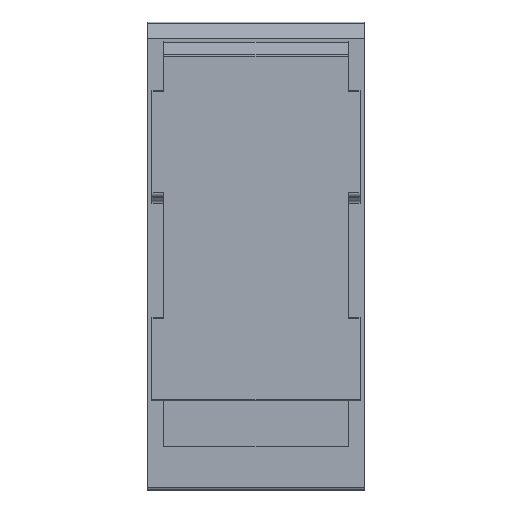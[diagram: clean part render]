
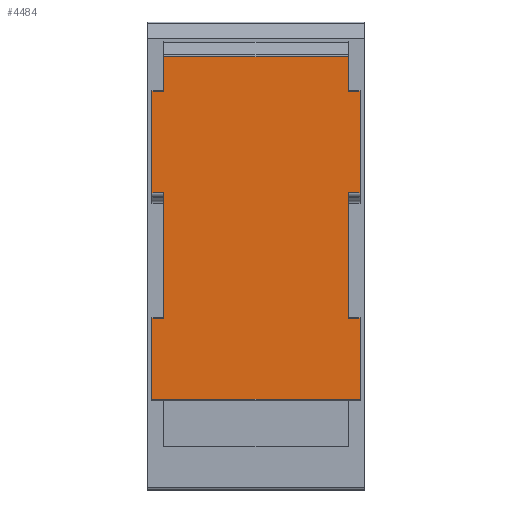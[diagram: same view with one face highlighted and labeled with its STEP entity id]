
A CAD part, front view. The second image highlights one B-rep face of the part: STEP entity #4484.
In plain terms, the highlighted planar face has unit normal (0, -1, 0).
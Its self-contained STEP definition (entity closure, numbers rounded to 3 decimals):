
#41 = EDGE_CURVE ( 'NONE', #2785, #5335, #488, .T. ) ;
#43 = ORIENTED_EDGE ( 'NONE', *, *, #4664, .F. ) ;
#66 = CARTESIAN_POINT ( 'NONE',  ( -19.25, -2.4, -26.517 ) ) ;
#88 = ORIENTED_EDGE ( 'NONE', *, *, #1032, .F. ) ;
#156 = CARTESIAN_POINT ( 'NONE',  ( -17.1, -2.4, 11.66 ) ) ;
#238 = CARTESIAN_POINT ( 'NONE',  ( 19.25, -2.4, 39.7 ) ) ;
#266 = CARTESIAN_POINT ( 'NONE',  ( -19.25, -2.4, 11.66 ) ) ;
#465 = LINE ( 'NONE', #3437, #1284 ) ;
#488 = LINE ( 'NONE', #2106, #4963 ) ;
#518 = EDGE_LOOP ( 'NONE', ( #869, #921, #2660, #3364, #3686, #4496, #3453, #43, #4227, #744, #1762, #5224, #2596, #794, #88, #3749 ) ) ;
#555 = CARTESIAN_POINT ( 'NONE',  ( 17.1, -2.4, 11.66 ) ) ;
#676 = VECTOR ( 'NONE', #1959, 1000. ) ;
#678 = DIRECTION ( 'NONE',  ( 0., 1., 0. ) ) ;
#682 = DIRECTION ( 'NONE',  ( 1., 0., 0. ) ) ;
#744 = ORIENTED_EDGE ( 'NONE', *, *, #2322, .T. ) ;
#745 = LINE ( 'NONE', #3261, #1078 ) ;
#794 = ORIENTED_EDGE ( 'NONE', *, *, #3861, .T. ) ;
#869 = ORIENTED_EDGE ( 'NONE', *, *, #1453, .F. ) ;
#881 = VECTOR ( 'NONE', #5304, 1000. ) ;
#921 = ORIENTED_EDGE ( 'NONE', *, *, #1746, .T. ) ;
#979 = EDGE_CURVE ( 'NONE', #5265, #1703, #4625, .T. ) ;
#1032 = EDGE_CURVE ( 'NONE', #2785, #3762, #1289, .T. ) ;
#1057 = CARTESIAN_POINT ( 'NONE',  ( 17.1, -2.4, -11.553 ) ) ;
#1078 = VECTOR ( 'NONE', #5035, 1000. ) ;
#1111 = DIRECTION ( 'NONE',  ( 1., 0., 0. ) ) ;
#1125 = CARTESIAN_POINT ( 'NONE',  ( 17.1, -2.4, 36.874 ) ) ;
#1144 = LINE ( 'NONE', #4915, #676 ) ;
#1181 = EDGE_CURVE ( 'NONE', #1703, #3082, #5078, .T. ) ;
#1193 = VERTEX_POINT ( 'NONE', #2113 ) ;
#1213 = LINE ( 'NONE', #156, #5191 ) ;
#1284 = VECTOR ( 'NONE', #1702, 1000. ) ;
#1289 = LINE ( 'NONE', #5443, #4280 ) ;
#1298 = DIRECTION ( 'NONE',  ( 0., 0., -1. ) ) ;
#1414 = CARTESIAN_POINT ( 'NONE',  ( -17.1, -2.4, 36.874 ) ) ;
#1434 = CARTESIAN_POINT ( 'NONE',  ( 17.1, -2.4, 30.447 ) ) ;
#1453 = EDGE_CURVE ( 'NONE', #3075, #5335, #1619, .T. ) ;
#1569 = EDGE_CURVE ( 'NONE', #2376, #5185, #4675, .T. ) ;
#1596 = EDGE_CURVE ( 'NONE', #4884, #5185, #745, .T. ) ;
#1619 = LINE ( 'NONE', #4008, #4011 ) ;
#1684 = DIRECTION ( 'NONE',  ( 1., 0., 0. ) ) ;
#1687 = VECTOR ( 'NONE', #2963, 1000. ) ;
#1702 = DIRECTION ( 'NONE',  ( 1., 0., 0. ) ) ;
#1703 = VERTEX_POINT ( 'NONE', #3337 ) ;
#1716 = VECTOR ( 'NONE', #5123, 1000. ) ;
#1746 = EDGE_CURVE ( 'NONE', #3075, #2041, #465, .T. ) ;
#1762 = ORIENTED_EDGE ( 'NONE', *, *, #1181, .F. ) ;
#1889 = VERTEX_POINT ( 'NONE', #5187 ) ;
#1914 = VERTEX_POINT ( 'NONE', #66 ) ;
#1937 = VECTOR ( 'NONE', #1298, 1000. ) ;
#1959 = DIRECTION ( 'NONE',  ( 0., 0., -1. ) ) ;
#1965 = CARTESIAN_POINT ( 'NONE',  ( 17.1, -2.4, 30.447 ) ) ;
#2041 = VERTEX_POINT ( 'NONE', #3551 ) ;
#2042 = DIRECTION ( 'NONE',  ( 0., 0., -1. ) ) ;
#2093 = CARTESIAN_POINT ( 'NONE',  ( -21.1, -2.4, 30.447 ) ) ;
#2106 = CARTESIAN_POINT ( 'NONE',  ( 20.1, -2.4, -11.553 ) ) ;
#2113 = CARTESIAN_POINT ( 'NONE',  ( -19.25, -2.4, 30.447 ) ) ;
#2117 = EDGE_CURVE ( 'NONE', #1193, #2923, #1144, .T. ) ;
#2226 = CARTESIAN_POINT ( 'NONE',  ( -19.25, -2.4, 39.7 ) ) ;
#2275 = EDGE_CURVE ( 'NONE', #1889, #5478, #5392, .T. ) ;
#2322 = EDGE_CURVE ( 'NONE', #2923, #3082, #1213, .T. ) ;
#2376 = VERTEX_POINT ( 'NONE', #1125 ) ;
#2519 = CARTESIAN_POINT ( 'NONE',  ( -17.1, -2.4, 11.1 ) ) ;
#2596 = ORIENTED_EDGE ( 'NONE', *, *, #4188, .T. ) ;
#2660 = ORIENTED_EDGE ( 'NONE', *, *, #4463, .F. ) ;
#2705 = FACE_OUTER_BOUND ( 'NONE', #518, .T. ) ;
#2785 = VERTEX_POINT ( 'NONE', #3644 ) ;
#2889 = VECTOR ( 'NONE', #1684, 1000. ) ;
#2923 = VERTEX_POINT ( 'NONE', #266 ) ;
#2951 = LINE ( 'NONE', #2093, #2889 ) ;
#2963 = DIRECTION ( 'NONE',  ( 0., 0., 1. ) ) ;
#3075 = VERTEX_POINT ( 'NONE', #555 ) ;
#3082 = VERTEX_POINT ( 'NONE', #3516 ) ;
#3148 = CARTESIAN_POINT ( 'NONE',  ( -20.1, -2.4, -11.553 ) ) ;
#3224 = PLANE ( 'NONE',  #3331 ) ;
#3261 = CARTESIAN_POINT ( 'NONE',  ( 21.1, -2.4, 30.447 ) ) ;
#3331 = AXIS2_PLACEMENT_3D ( 'NONE', #4518, #678, #1111 ) ;
#3337 = CARTESIAN_POINT ( 'NONE',  ( -17.1, -2.4, -11.553 ) ) ;
#3364 = ORIENTED_EDGE ( 'NONE', *, *, #1596, .T. ) ;
#3433 = LINE ( 'NONE', #238, #4835 ) ;
#3437 = CARTESIAN_POINT ( 'NONE',  ( 19.25, -2.4, 11.66 ) ) ;
#3453 = ORIENTED_EDGE ( 'NONE', *, *, #2275, .T. ) ;
#3459 = CARTESIAN_POINT ( 'NONE',  ( 19.25, -2.4, 30.447 ) ) ;
#3516 = CARTESIAN_POINT ( 'NONE',  ( -17.1, -2.4, 11.66 ) ) ;
#3551 = CARTESIAN_POINT ( 'NONE',  ( 19.25, -2.4, 11.66 ) ) ;
#3644 = CARTESIAN_POINT ( 'NONE',  ( 19.25, -2.4, -11.553 ) ) ;
#3667 = LINE ( 'NONE', #1414, #5069 ) ;
#3686 = ORIENTED_EDGE ( 'NONE', *, *, #1569, .F. ) ;
#3715 = CARTESIAN_POINT ( 'NONE',  ( -17.1, -2.4, 30.447 ) ) ;
#3749 = ORIENTED_EDGE ( 'NONE', *, *, #41, .T. ) ;
#3762 = VERTEX_POINT ( 'NONE', #4349 ) ;
#3861 = EDGE_CURVE ( 'NONE', #1914, #3762, #5509, .T. ) ;
#3937 = DIRECTION ( 'NONE',  ( -1., 0., 0. ) ) ;
#3950 = DIRECTION ( 'NONE',  ( 0., 0., -1. ) ) ;
#4008 = CARTESIAN_POINT ( 'NONE',  ( 17.1, -2.4, 11.1 ) ) ;
#4011 = VECTOR ( 'NONE', #3950, 1000. ) ;
#4188 = EDGE_CURVE ( 'NONE', #5265, #1914, #4838, .T. ) ;
#4227 = ORIENTED_EDGE ( 'NONE', *, *, #2117, .T. ) ;
#4280 = VECTOR ( 'NONE', #2042, 1000. ) ;
#4290 = DIRECTION ( 'NONE',  ( 1., 0., 0. ) ) ;
#4349 = CARTESIAN_POINT ( 'NONE',  ( 19.25, -2.4, -26.517 ) ) ;
#4463 = EDGE_CURVE ( 'NONE', #4884, #2041, #3433, .T. ) ;
#4484 = ADVANCED_FACE ( 'NONE', ( #2705 ), #3224, .F. ) ;
#4485 = CARTESIAN_POINT ( 'NONE',  ( 19.25, -2.4, -26.517 ) ) ;
#4496 = ORIENTED_EDGE ( 'NONE', *, *, #5176, .T. ) ;
#4504 = DIRECTION ( 'NONE',  ( 1., 0., 0. ) ) ;
#4518 = CARTESIAN_POINT ( 'NONE',  ( 19.25, -2.4, 39.7 ) ) ;
#4554 = VECTOR ( 'NONE', #682, 1000. ) ;
#4625 = LINE ( 'NONE', #3148, #4554 ) ;
#4664 = EDGE_CURVE ( 'NONE', #1193, #5478, #2951, .T. ) ;
#4675 = LINE ( 'NONE', #1965, #881 ) ;
#4711 = VECTOR ( 'NONE', #4504, 1000. ) ;
#4835 = VECTOR ( 'NONE', #5346, 1000. ) ;
#4838 = LINE ( 'NONE', #2226, #1716 ) ;
#4884 = VERTEX_POINT ( 'NONE', #3459 ) ;
#4915 = CARTESIAN_POINT ( 'NONE',  ( -19.25, -2.4, 39.7 ) ) ;
#4963 = VECTOR ( 'NONE', #5489, 1000. ) ;
#5035 = DIRECTION ( 'NONE',  ( -1., 0., 0. ) ) ;
#5069 = VECTOR ( 'NONE', #3937, 1000. ) ;
#5078 = LINE ( 'NONE', #2519, #1687 ) ;
#5123 = DIRECTION ( 'NONE',  ( 0., 0., -1. ) ) ;
#5176 = EDGE_CURVE ( 'NONE', #2376, #1889, #3667, .T. ) ;
#5185 = VERTEX_POINT ( 'NONE', #1434 ) ;
#5187 = CARTESIAN_POINT ( 'NONE',  ( -17.1, -2.4, 36.874 ) ) ;
#5191 = VECTOR ( 'NONE', #4290, 1000. ) ;
#5224 = ORIENTED_EDGE ( 'NONE', *, *, #979, .F. ) ;
#5254 = CARTESIAN_POINT ( 'NONE',  ( -19.25, -2.4, -11.553 ) ) ;
#5265 = VERTEX_POINT ( 'NONE', #5254 ) ;
#5304 = DIRECTION ( 'NONE',  ( 0., 0., -1. ) ) ;
#5335 = VERTEX_POINT ( 'NONE', #1057 ) ;
#5346 = DIRECTION ( 'NONE',  ( 0., 0., -1. ) ) ;
#5392 = LINE ( 'NONE', #5494, #1937 ) ;
#5443 = CARTESIAN_POINT ( 'NONE',  ( 19.25, -2.4, 39.7 ) ) ;
#5478 = VERTEX_POINT ( 'NONE', #3715 ) ;
#5489 = DIRECTION ( 'NONE',  ( -1., 0., 0. ) ) ;
#5494 = CARTESIAN_POINT ( 'NONE',  ( -17.1, -2.4, 30.447 ) ) ;
#5509 = LINE ( 'NONE', #4485, #4711 ) ;
